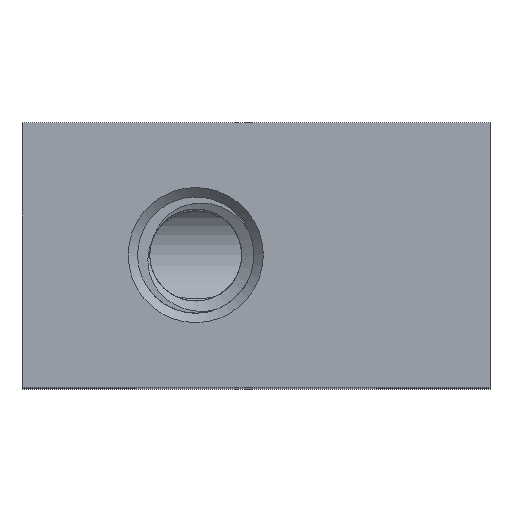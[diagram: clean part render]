
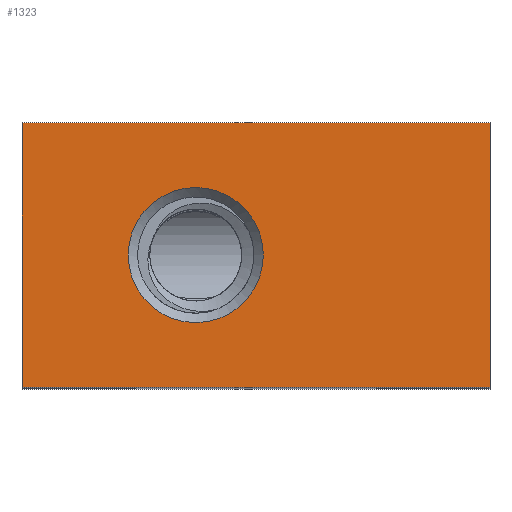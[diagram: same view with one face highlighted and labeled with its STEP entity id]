
A CAD part, top view. The second image highlights one B-rep face of the part: STEP entity #1323.
In plain terms, the highlighted planar face has unit normal (0, 0, 1).
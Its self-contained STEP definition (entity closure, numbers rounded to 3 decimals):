
#23=FACE_BOUND('',#210,.T.);
#69=PLANE('',#1426);
#133=FACE_OUTER_BOUND('',#209,.T.);
#209=EDGE_LOOP('',(#1067,#1068,#1069,#1070));
#210=EDGE_LOOP('',(#1071));
#245=CIRCLE('',#1384,1.79);
#369=LINE('',#25869,#443);
#378=LINE('',#25890,#452);
#390=LINE('',#25925,#464);
#396=LINE('',#25939,#470);
#443=VECTOR('',#1576,10.);
#452=VECTOR('',#1591,10.);
#464=VECTOR('',#1623,10.);
#470=VECTOR('',#1635,10.);
#531=VERTEX_POINT('',#5811);
#571=VERTEX_POINT('',#25866);
#572=VERTEX_POINT('',#25868);
#581=VERTEX_POINT('',#25888);
#594=VERTEX_POINT('',#25924);
#671=EDGE_CURVE('',#531,#531,#245,.T.);
#736=EDGE_CURVE('',#572,#571,#369,.T.);
#747=EDGE_CURVE('',#581,#571,#378,.T.);
#764=EDGE_CURVE('',#572,#594,#390,.T.);
#772=EDGE_CURVE('',#581,#594,#396,.T.);
#1067=ORIENTED_EDGE('',*,*,#772,.T.);
#1068=ORIENTED_EDGE('',*,*,#764,.F.);
#1069=ORIENTED_EDGE('',*,*,#736,.T.);
#1070=ORIENTED_EDGE('',*,*,#747,.F.);
#1071=ORIENTED_EDGE('',*,*,#671,.T.);
#1323=ADVANCED_FACE('',(#133,#23),#69,.F.);
#1384=AXIS2_PLACEMENT_3D('',#5813,#1514,#1515);
#1426=AXIS2_PLACEMENT_3D('',#25942,#1639,#1640);
#1514=DIRECTION('center_axis',(0.,0.,-1.));
#1515=DIRECTION('ref_axis',(1.,0.,0.));
#1576=DIRECTION('',(-1.,0.,0.));
#1591=DIRECTION('',(0.,1.,0.));
#1623=DIRECTION('',(0.,-1.,0.));
#1635=DIRECTION('',(1.,0.,0.));
#1639=DIRECTION('center_axis',(0.,0.,-1.));
#1640=DIRECTION('ref_axis',(0.,-1.,0.));
#5811=CARTESIAN_POINT('',(0.243,0.,14.739));
#5813=CARTESIAN_POINT('Origin',(-1.547,0.,
14.739));
#25866=CARTESIAN_POINT('',(-6.15,3.5,14.739));
#25868=CARTESIAN_POINT('',(6.25,3.5,14.739));
#25869=CARTESIAN_POINT('',(3.366,3.5,14.739));
#25888=CARTESIAN_POINT('',(-6.15,-3.5,14.739));
#25890=CARTESIAN_POINT('',(-6.15,2.373,14.739));
#25924=CARTESIAN_POINT('',(6.25,-3.5,14.739));
#25925=CARTESIAN_POINT('',(6.25,5.,14.739));
#25939=CARTESIAN_POINT('',(3.2,-3.5,14.739));
#25942=CARTESIAN_POINT('Origin',(6.283,5.,14.739));
